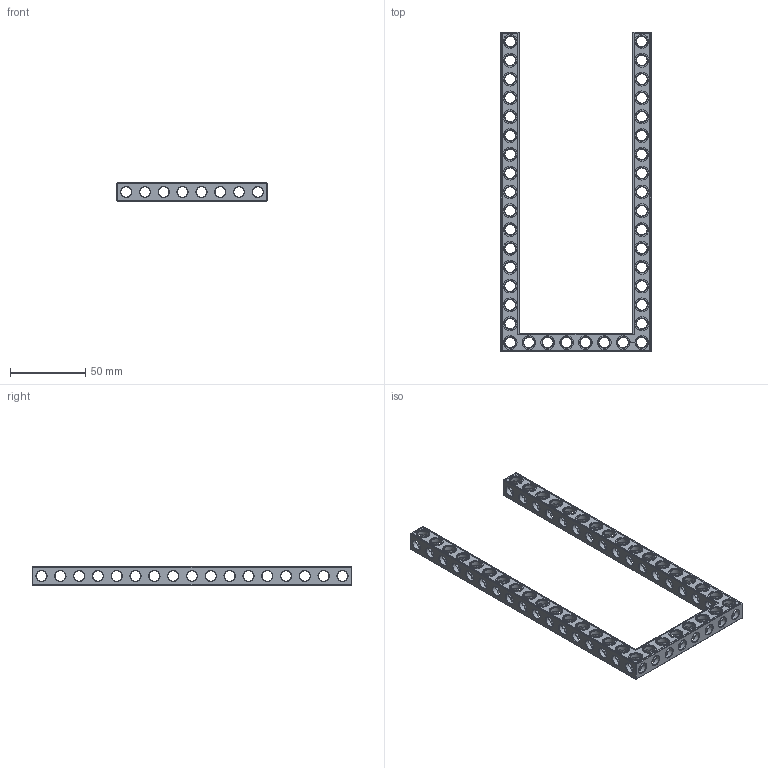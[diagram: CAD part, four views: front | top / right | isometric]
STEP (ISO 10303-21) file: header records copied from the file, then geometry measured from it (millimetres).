
FILE_DESCRIPTION(('FreeCAD Model'),'2;1');
FILE_NAME('Open CASCADE Shape Model','2022-02-23T21:57:26',( 'Paulo Kiefe'),('STEMFIE.org'),'Open CASCADE STEP processor 7.5', 'FreeCAD','Unknown');
FILE_SCHEMA(('AUTOMOTIVE_DESIGN { 1 0 10303 214 1 1 1 1 }'));
Products named in the file (1): Beam AGD ESS USH SYM BU08x17x01 - SPN-BEM-0419 (stemfie.org)
Bounding box: 100 x 212.5 x 12.5 mm (x, y, z)
Volume: 39093.3 mm3; surface area: 34889.4 mm2
Topology: 1 solids, 1 shells, 964 faces, 2937 edges, 1889 vertices
Faces by surface type: plane 423, cylinder 241, cone 162, extrusion 138
Full cylindrical faces by diameter (mm): 6.98 x36, 7 x165, 9.2 x40
Entity records: 238570 total; most frequent: CARTESIAN_POINT 183894, DIRECTION 8837, ORIENTED_EDGE 5874, PCURVE 5874, DEFINITIONAL_REPRESENTATION 5874, VECTOR 5491, LINE 5353, EDGE_CURVE 2937
